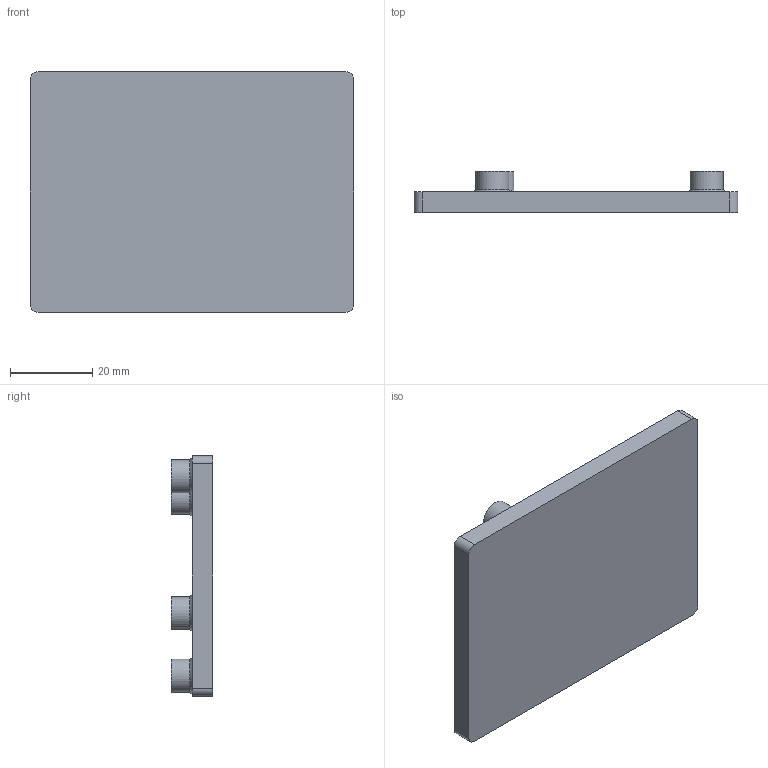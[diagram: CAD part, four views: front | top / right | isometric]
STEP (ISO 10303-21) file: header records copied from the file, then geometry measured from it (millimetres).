
FILE_DESCRIPTION(/* description */ (''),/* implementation_level */ '2;1');
FILE_NAME(/* name */ 'leonardo_backplate.stp',/* time_stamp */ '2025-05-14T00:39:40-04:00',/* author */ ('osmon'),/* organization */ (''),/* preprocessor_version */ 'ST-DEVELOPER v20',/* originating_system */ 'Autodesk Inventor 2025',/* authorisation */ '');
FILE_SCHEMA (('AUTOMOTIVE_DESIGN { 1 0 10303 214 3 1 1 }'));
Length unit declared in the file: millimetre
Products named in the file (1): Leonardo_Backplate
Bounding box: 78.6 x 10 x 58.4 mm (x, y, z)
Volume: 23620.9 mm3; surface area: 11318.9 mm2
Topology: 1 solids, 1 shells, 38 faces, 72 edges, 48 vertices
Faces by surface type: plane 18, cylinder 16, cone 4
Full cylindrical faces by diameter (mm): 3.2 x4, 4.5 x4, 8 x4
Entity records: 1019 total; most frequent: DIRECTION 190, CARTESIAN_POINT 159, ORIENTED_EDGE 144, AXIS2_PLACEMENT_3D 79, EDGE_CURVE 72, EDGE_LOOP 50, VERTEX_POINT 48, CIRCLE 40
